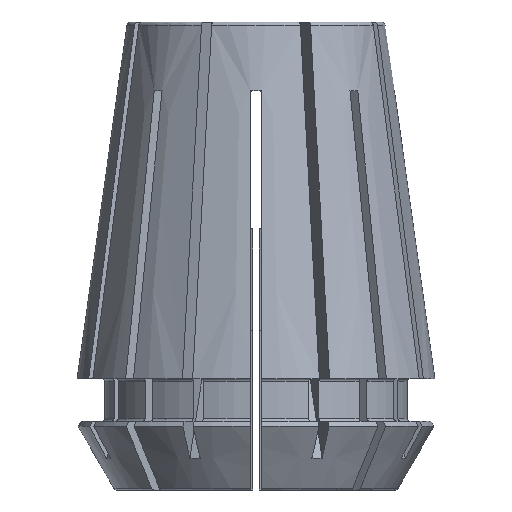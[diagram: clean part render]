
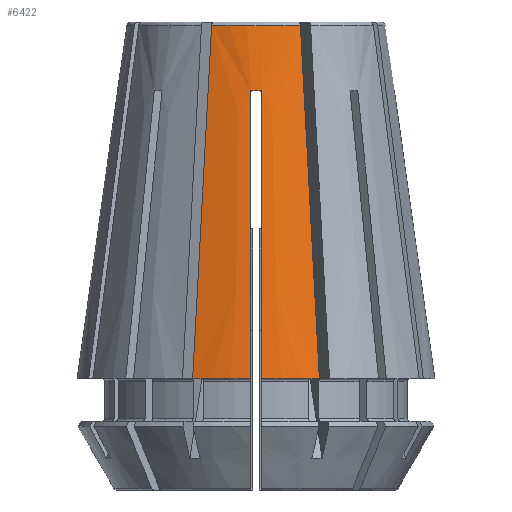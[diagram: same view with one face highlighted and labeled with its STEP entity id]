
A CAD part, front view. The second image highlights one B-rep face of the part: STEP entity #6422.
In plain terms, the highlighted conical face has half-angle 8 degrees and reference radius 13 mm.
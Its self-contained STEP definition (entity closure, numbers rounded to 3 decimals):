
#24=CONICAL_SURFACE('',#6924,13.,0.14);
#1252=B_SPLINE_CURVE_WITH_KNOTS('',3,(#10274,#10275,#10276,#10277,#10278,
#10279,#10280),.UNSPECIFIED.,.F.,.F.,(4,3,4),(0.,0.016,
0.026),.UNSPECIFIED.);
#1268=B_SPLINE_CURVE_WITH_KNOTS('',3,(#10451,#10452,#10453,#10454,#10455,
#10456,#10457),.UNSPECIFIED.,.F.,.F.,(4,3,4),(0.,0.016,
0.026),.UNSPECIFIED.);
#1274=B_SPLINE_CURVE_WITH_KNOTS('',3,(#10506,#10507,#10508,#10509,#10510,
#10511,#10512,#10513,#10514,#10515),.UNSPECIFIED.,.F.,.F.,(4,3,3,4),(0.016,
0.018,0.037,0.037),.UNSPECIFIED.);
#1295=B_SPLINE_CURVE_WITH_KNOTS('',3,(#10796,#10797,#10798,#10799,#10800,
#10801,#10802,#10803,#10804,#10805),.UNSPECIFIED.,.F.,.F.,(4,3,3,4),(0.016,
0.018,0.037,0.037),.UNSPECIFIED.);
#2011=ORIENTED_EDGE('',*,*,#3978,.F.);
#2012=ORIENTED_EDGE('',*,*,#3802,.T.);
#2013=ORIENTED_EDGE('',*,*,#3979,.T.);
#2014=ORIENTED_EDGE('',*,*,#3980,.F.);
#2015=ORIENTED_EDGE('',*,*,#3890,.T.);
#2016=ORIENTED_EDGE('',*,*,#3877,.T.);
#2017=ORIENTED_EDGE('',*,*,#3981,.T.);
#2018=ORIENTED_EDGE('',*,*,#3860,.F.);
#3802=EDGE_CURVE('',#4789,#4788,#1252,.T.);
#3860=EDGE_CURVE('',#4839,#4840,#1268,.T.);
#3877=EDGE_CURVE('',#4855,#4854,#1274,.T.);
#3890=EDGE_CURVE('',#4863,#4855,#5276,.T.);
#3978=EDGE_CURVE('',#4789,#4839,#5309,.T.);
#3979=EDGE_CURVE('',#4788,#4933,#5310,.T.);
#3980=EDGE_CURVE('',#4863,#4933,#1295,.T.);
#3981=EDGE_CURVE('',#4854,#4840,#5311,.T.);
#4788=VERTEX_POINT('',#10273);
#4789=VERTEX_POINT('',#10281);
#4839=VERTEX_POINT('',#10450);
#4840=VERTEX_POINT('',#10458);
#4854=VERTEX_POINT('',#10505);
#4855=VERTEX_POINT('',#10516);
#4863=VERTEX_POINT('',#10543);
#4933=VERTEX_POINT('',#10795);
#5276=CIRCLE('',#6873,10.063);
#5309=CIRCLE('',#6925,9.396);
#5310=CIRCLE('',#6926,13.);
#5311=CIRCLE('',#6927,13.);
#5638=EDGE_LOOP('',(#2011,#2012,#2013,#2014,#2015,#2016,#2017,#2018));
#5990=FACE_BOUND('',#5638,.T.);
#6422=ADVANCED_FACE('',(#5990),#24,.T.);
#6873=AXIS2_PLACEMENT_3D('',#10542,#8001,#8002);
#6924=AXIS2_PLACEMENT_3D('',#10792,#8139,#8140);
#6925=AXIS2_PLACEMENT_3D('',#10793,#8141,#8142);
#6926=AXIS2_PLACEMENT_3D('',#10794,#8143,#8144);
#6927=AXIS2_PLACEMENT_3D('',#10806,#8145,#8146);
#8001=DIRECTION('',(0.,0.,1.));
#8002=DIRECTION('',(1.,0.,0.));
#8139=DIRECTION('',(0.,0.,-1.));
#8140=DIRECTION('',(-1.,0.,0.));
#8141=DIRECTION('',(0.,0.,1.));
#8142=DIRECTION('',(1.,0.,0.));
#8143=DIRECTION('',(0.,0.,1.));
#8144=DIRECTION('',(1.,0.,0.));
#8145=DIRECTION('',(0.,0.,1.));
#8146=DIRECTION('',(1.,0.,0.));
#10273=CARTESIAN_POINT('',(-4.603,-12.158,8.1));
#10274=CARTESIAN_POINT('',(-3.223,-8.826,33.742));
#10275=CARTESIAN_POINT('',(-3.516,-9.534,28.297));
#10276=CARTESIAN_POINT('',(-3.809,-10.241,22.851));
#10277=CARTESIAN_POINT('',(-4.102,-10.949,17.406));
#10278=CARTESIAN_POINT('',(-4.269,-11.352,14.304));
#10279=CARTESIAN_POINT('',(-4.436,-11.755,11.202));
#10280=CARTESIAN_POINT('',(-4.603,-12.158,8.1));
#10281=CARTESIAN_POINT('',(-3.223,-8.826,33.742));
#10450=CARTESIAN_POINT('',(3.223,-8.826,33.742));
#10451=CARTESIAN_POINT('',(3.223,-8.826,33.742));
#10452=CARTESIAN_POINT('',(3.516,-9.534,28.297));
#10453=CARTESIAN_POINT('',(3.809,-10.241,22.851));
#10454=CARTESIAN_POINT('',(4.102,-10.949,17.406));
#10455=CARTESIAN_POINT('',(4.269,-11.352,14.304));
#10456=CARTESIAN_POINT('',(4.436,-11.755,11.202));
#10457=CARTESIAN_POINT('',(4.603,-12.158,8.1));
#10458=CARTESIAN_POINT('',(4.603,-12.158,8.1));
#10505=CARTESIAN_POINT('',(0.4,-12.994,8.1));
#10506=CARTESIAN_POINT('',(0.4,-10.055,29.));
#10507=CARTESIAN_POINT('',(0.4,-10.176,28.137));
#10508=CARTESIAN_POINT('',(0.4,-10.297,27.274));
#10509=CARTESIAN_POINT('',(0.4,-10.419,26.411));
#10510=CARTESIAN_POINT('',(0.4,-11.269,20.369));
#10511=CARTESIAN_POINT('',(0.4,-12.118,14.327));
#10512=CARTESIAN_POINT('',(0.4,-12.968,8.284));
#10513=CARTESIAN_POINT('',(0.4,-12.977,8.223));
#10514=CARTESIAN_POINT('',(0.4,-12.985,8.161));
#10515=CARTESIAN_POINT('',(0.4,-12.994,8.1));
#10516=CARTESIAN_POINT('',(0.4,-10.055,29.));
#10542=CARTESIAN_POINT('',(0.,0.,29.));
#10543=CARTESIAN_POINT('',(-0.4,-10.055,29.));
#10792=CARTESIAN_POINT('',(0.,0.,8.1));
#10793=CARTESIAN_POINT('',(0.,0.,33.742));
#10794=CARTESIAN_POINT('',(0.,0.,8.1));
#10795=CARTESIAN_POINT('',(-0.4,-12.994,8.1));
#10796=CARTESIAN_POINT('',(-0.4,-10.055,29.));
#10797=CARTESIAN_POINT('',(-0.4,-10.176,28.137));
#10798=CARTESIAN_POINT('',(-0.4,-10.297,27.274));
#10799=CARTESIAN_POINT('',(-0.4,-10.419,26.411));
#10800=CARTESIAN_POINT('',(-0.4,-11.269,20.369));
#10801=CARTESIAN_POINT('',(-0.4,-12.118,14.327));
#10802=CARTESIAN_POINT('',(-0.4,-12.968,8.284));
#10803=CARTESIAN_POINT('',(-0.4,-12.977,8.223));
#10804=CARTESIAN_POINT('',(-0.4,-12.985,8.161));
#10805=CARTESIAN_POINT('',(-0.4,-12.994,8.1));
#10806=CARTESIAN_POINT('',(0.,0.,8.1));
